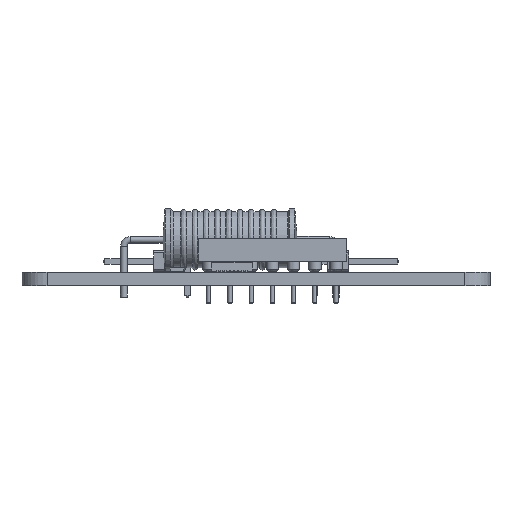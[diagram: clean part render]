
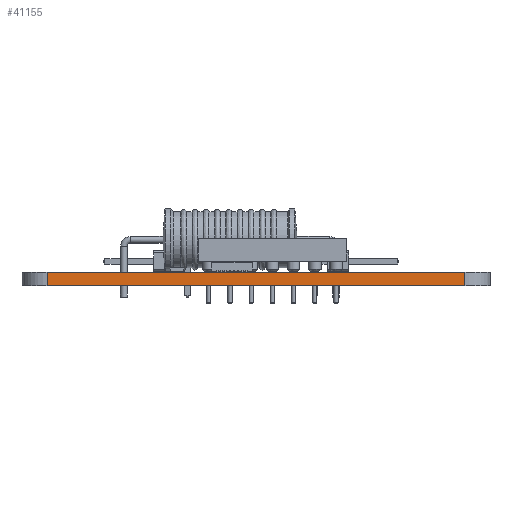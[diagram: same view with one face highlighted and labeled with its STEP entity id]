
A CAD part, left-side view. The second image highlights one B-rep face of the part: STEP entity #41155.
In plain terms, the highlighted planar face has unit normal (-1, 0, 0).
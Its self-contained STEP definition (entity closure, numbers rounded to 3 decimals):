
#38825 = CYLINDRICAL_SURFACE('',#38826,3.);
#38826 = AXIS2_PLACEMENT_3D('',#38827,#38828,#38829);
#38827 = CARTESIAN_POINT('',(43.,-84.,0.));
#38828 = DIRECTION('',(0.,0.,-1.));
#38829 = DIRECTION('',(1.,0.,0.));
#38853 = PLANE('',#38854);
#38854 = AXIS2_PLACEMENT_3D('',#38855,#38856,#38857);
#38855 = CARTESIAN_POINT('',(82.5,-59.,1.6));
#38856 = DIRECTION('',(0.,0.,1.));
#38857 = DIRECTION('',(1.,0.,0.));
#38907 = PLANE('',#38908);
#38908 = AXIS2_PLACEMENT_3D('',#38909,#38910,#38911);
#38909 = CARTESIAN_POINT('',(82.5,-59.,0.));
#38910 = DIRECTION('',(0.,0.,1.));
#38911 = DIRECTION('',(1.,0.,0.));
#38922 = EDGE_CURVE('',#38923,#38925,#38927,.T.);
#38923 = VERTEX_POINT('',#38924);
#38924 = CARTESIAN_POINT('',(40.,-84.,0.));
#38925 = VERTEX_POINT('',#38926);
#38926 = CARTESIAN_POINT('',(40.,-84.,1.6));
#38927 = SURFACE_CURVE('',#38928,(#38932,#38939),.PCURVE_S1.);
#38928 = LINE('',#38929,#38930);
#38929 = CARTESIAN_POINT('',(40.,-84.,0.));
#38930 = VECTOR('',#38931,1.);
#38931 = DIRECTION('',(0.,0.,1.));
#38932 = PCURVE('',#38825,#38933);
#38933 = DEFINITIONAL_REPRESENTATION('',(#38934),#38938);
#38934 = LINE('',#38935,#38936);
#38935 = CARTESIAN_POINT('',(-3.142,0.));
#38936 = VECTOR('',#38937,1.);
#38937 = DIRECTION('',(0.,-1.));
#38938 = ( GEOMETRIC_REPRESENTATION_CONTEXT(2) 
PARAMETRIC_REPRESENTATION_CONTEXT() REPRESENTATION_CONTEXT('2D SPACE',''
  ) );
#38939 = PCURVE('',#38940,#38945);
#38940 = PLANE('',#38941);
#38941 = AXIS2_PLACEMENT_3D('',#38942,#38943,#38944);
#38942 = CARTESIAN_POINT('',(40.,-34.,0.));
#38943 = DIRECTION('',(1.,0.,0.));
#38944 = DIRECTION('',(0.,-1.,0.));
#38945 = DEFINITIONAL_REPRESENTATION('',(#38946),#38950);
#38946 = LINE('',#38947,#38948);
#38947 = CARTESIAN_POINT('',(50.,0.));
#38948 = VECTOR('',#38949,1.);
#38949 = DIRECTION('',(0.,-1.));
#38950 = ( GEOMETRIC_REPRESENTATION_CONTEXT(2) 
PARAMETRIC_REPRESENTATION_CONTEXT() REPRESENTATION_CONTEXT('2D SPACE',''
  ) );
#39161 = VERTEX_POINT('',#39162);
#39162 = CARTESIAN_POINT('',(40.,-34.,0.));
#39177 = CYLINDRICAL_SURFACE('',#39178,3.);
#39178 = AXIS2_PLACEMENT_3D('',#39179,#39180,#39181);
#39179 = CARTESIAN_POINT('',(43.,-34.,0.));
#39180 = DIRECTION('',(0.,0.,-1.));
#39181 = DIRECTION('',(1.,0.,0.));
#39189 = EDGE_CURVE('',#39161,#38923,#39190,.T.);
#39190 = SURFACE_CURVE('',#39191,(#39195,#39202),.PCURVE_S1.);
#39191 = LINE('',#39192,#39193);
#39192 = CARTESIAN_POINT('',(40.,-34.,0.));
#39193 = VECTOR('',#39194,1.);
#39194 = DIRECTION('',(0.,-1.,0.));
#39195 = PCURVE('',#38907,#39196);
#39196 = DEFINITIONAL_REPRESENTATION('',(#39197),#39201);
#39197 = LINE('',#39198,#39199);
#39198 = CARTESIAN_POINT('',(-42.5,25.));
#39199 = VECTOR('',#39200,1.);
#39200 = DIRECTION('',(0.,-1.));
#39201 = ( GEOMETRIC_REPRESENTATION_CONTEXT(2) 
PARAMETRIC_REPRESENTATION_CONTEXT() REPRESENTATION_CONTEXT('2D SPACE',''
  ) );
#39202 = PCURVE('',#38940,#39203);
#39203 = DEFINITIONAL_REPRESENTATION('',(#39204),#39208);
#39204 = LINE('',#39205,#39206);
#39205 = CARTESIAN_POINT('',(0.,0.));
#39206 = VECTOR('',#39207,1.);
#39207 = DIRECTION('',(1.,0.));
#39208 = ( GEOMETRIC_REPRESENTATION_CONTEXT(2) 
PARAMETRIC_REPRESENTATION_CONTEXT() REPRESENTATION_CONTEXT('2D SPACE',''
  ) );
#40279 = VERTEX_POINT('',#40280);
#40280 = CARTESIAN_POINT('',(40.,-34.,1.6));
#40302 = EDGE_CURVE('',#40279,#38925,#40303,.T.);
#40303 = SURFACE_CURVE('',#40304,(#40308,#40315),.PCURVE_S1.);
#40304 = LINE('',#40305,#40306);
#40305 = CARTESIAN_POINT('',(40.,-34.,1.6));
#40306 = VECTOR('',#40307,1.);
#40307 = DIRECTION('',(0.,-1.,0.));
#40308 = PCURVE('',#38853,#40309);
#40309 = DEFINITIONAL_REPRESENTATION('',(#40310),#40314);
#40310 = LINE('',#40311,#40312);
#40311 = CARTESIAN_POINT('',(-42.5,25.));
#40312 = VECTOR('',#40313,1.);
#40313 = DIRECTION('',(0.,-1.));
#40314 = ( GEOMETRIC_REPRESENTATION_CONTEXT(2) 
PARAMETRIC_REPRESENTATION_CONTEXT() REPRESENTATION_CONTEXT('2D SPACE',''
  ) );
#40315 = PCURVE('',#38940,#40316);
#40316 = DEFINITIONAL_REPRESENTATION('',(#40317),#40321);
#40317 = LINE('',#40318,#40319);
#40318 = CARTESIAN_POINT('',(0.,-1.6));
#40319 = VECTOR('',#40320,1.);
#40320 = DIRECTION('',(1.,0.));
#40321 = ( GEOMETRIC_REPRESENTATION_CONTEXT(2) 
PARAMETRIC_REPRESENTATION_CONTEXT() REPRESENTATION_CONTEXT('2D SPACE',''
  ) );
#41155 = ADVANCED_FACE('',(#41156),#38940,.F.);
#41156 = FACE_BOUND('',#41157,.F.);
#41157 = EDGE_LOOP('',(#41158,#41179,#41180,#41181));
#41158 = ORIENTED_EDGE('',*,*,#41159,.T.);
#41159 = EDGE_CURVE('',#39161,#40279,#41160,.T.);
#41160 = SURFACE_CURVE('',#41161,(#41165,#41172),.PCURVE_S1.);
#41161 = LINE('',#41162,#41163);
#41162 = CARTESIAN_POINT('',(40.,-34.,0.));
#41163 = VECTOR('',#41164,1.);
#41164 = DIRECTION('',(0.,0.,1.));
#41165 = PCURVE('',#38940,#41166);
#41166 = DEFINITIONAL_REPRESENTATION('',(#41167),#41171);
#41167 = LINE('',#41168,#41169);
#41168 = CARTESIAN_POINT('',(0.,0.));
#41169 = VECTOR('',#41170,1.);
#41170 = DIRECTION('',(0.,-1.));
#41171 = ( GEOMETRIC_REPRESENTATION_CONTEXT(2) 
PARAMETRIC_REPRESENTATION_CONTEXT() REPRESENTATION_CONTEXT('2D SPACE',''
  ) );
#41172 = PCURVE('',#39177,#41173);
#41173 = DEFINITIONAL_REPRESENTATION('',(#41174),#41178);
#41174 = LINE('',#41175,#41176);
#41175 = CARTESIAN_POINT('',(-3.142,0.));
#41176 = VECTOR('',#41177,1.);
#41177 = DIRECTION('',(0.,-1.));
#41178 = ( GEOMETRIC_REPRESENTATION_CONTEXT(2) 
PARAMETRIC_REPRESENTATION_CONTEXT() REPRESENTATION_CONTEXT('2D SPACE',''
  ) );
#41179 = ORIENTED_EDGE('',*,*,#40302,.T.);
#41180 = ORIENTED_EDGE('',*,*,#38922,.F.);
#41181 = ORIENTED_EDGE('',*,*,#39189,.F.);
